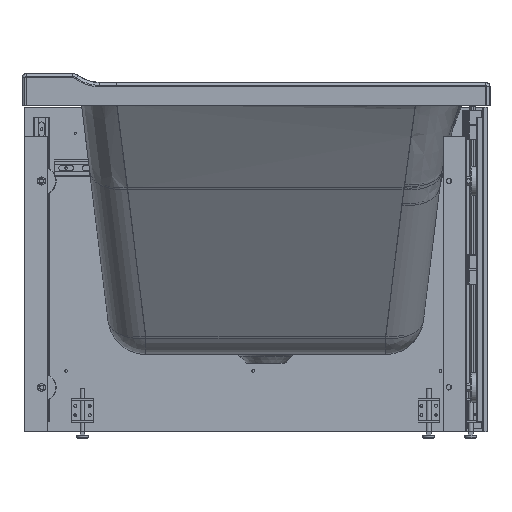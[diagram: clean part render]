
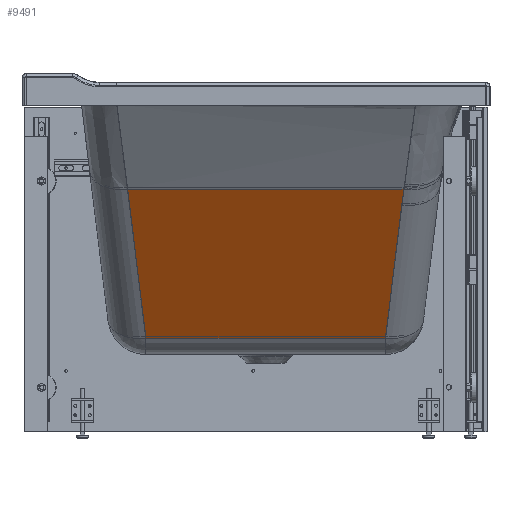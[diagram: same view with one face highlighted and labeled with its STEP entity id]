
A CAD part, front view. The second image highlights one B-rep face of the part: STEP entity #9491.
In plain terms, the highlighted face is planar.
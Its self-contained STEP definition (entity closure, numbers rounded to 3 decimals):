
#8133=CARTESIAN_POINT('',(-545.253,-221.637,42.718));
#8134=VERTEX_POINT('',#8133);
#8368=CARTESIAN_POINT('',(-704.418,-249.547,270.03));
#8369=VERTEX_POINT('',#8368);
#8377=CARTESIAN_POINT('',(-545.253,-221.637,42.718));
#8378=DIRECTION('',(-0.571,-0.1,0.815));
#8379=VECTOR('',#8378,278.897);
#8380=LINE('',#8377,#8379);
#8381=EDGE_CURVE('',#8134,#8369,#8380,.T.);
#8732=CARTESIAN_POINT('',(-545.253,188.436,42.718));
#8733=VERTEX_POINT('',#8732);
#8734=CARTESIAN_POINT('',(-545.253,-221.637,42.718));
#8735=DIRECTION('',(0.0,1.0,0.0));
#8736=VECTOR('',#8735,410.072);
#8737=LINE('',#8734,#8736);
#8738=EDGE_CURVE('',#8134,#8733,#8737,.T.);
#9439=CARTESIAN_POINT('',(-723.396,-253.189,297.132));
#9440=VERTEX_POINT('',#9439);
#9453=CARTESIAN_POINT('',(-723.396,-253.189,297.132));
#9454=CARTESIAN_POINT('',(-720.243,-252.527,292.629));
#9455=CARTESIAN_POINT('',(-717.084,-251.895,288.118));
#9456=CARTESIAN_POINT('',(-713.921,-251.289,283.601));
#9457=CARTESIAN_POINT('',(-710.758,-250.683,279.083));
#9458=CARTESIAN_POINT('',(-707.59,-250.103,274.559));
#9459=CARTESIAN_POINT('',(-704.418,-249.547,270.03));
#9460=B_SPLINE_CURVE_WITH_KNOTS('',3,(#9453,#9454,#9455,#9456,#9457,#9458,#9459),.UNSPECIFIED.,.F.,.U.,(4,3,4),(439.738,459.422,479.105),.UNSPECIFIED.);
#9461=EDGE_CURVE('',#9440,#8369,#9460,.T.);
#9467=CARTESIAN_POINT('',(-527.338,0.0,17.132));
#9468=DIRECTION('',(-0.819,0.0,-0.574));
#9469=DIRECTION('',(-0.574,0.0,0.819));
#9470=AXIS2_PLACEMENT_3D('',#9467,#9468,#9469);
#9471=PLANE('',#9470);
#9472=ORIENTED_EDGE('',*,*,#8381,.T.);
#9473=ORIENTED_EDGE('',*,*,#9461,.F.);
#9474=CARTESIAN_POINT('',(-723.396,219.674,297.132));
#9475=VERTEX_POINT('',#9474);
#9476=CARTESIAN_POINT('',(-723.396,-253.189,297.132));
#9477=DIRECTION('',(0.0,1.0,0.0));
#9478=VECTOR('',#9477,472.863);
#9479=LINE('',#9476,#9478);
#9480=EDGE_CURVE('',#9440,#9475,#9479,.T.);
#9481=ORIENTED_EDGE('',*,*,#9480,.T.);
#9482=CARTESIAN_POINT('',(-723.396,219.674,297.132));
#9483=DIRECTION('',(0.571,-0.1,-0.815));
#9484=VECTOR('',#9483,312.15);
#9485=LINE('',#9482,#9484);
#9486=EDGE_CURVE('',#9475,#8733,#9485,.T.);
#9487=ORIENTED_EDGE('',*,*,#9486,.T.);
#9488=ORIENTED_EDGE('',*,*,#8738,.F.);
#9489=EDGE_LOOP('',(#9472,#9473,#9481,#9487,#9488));
#9490=FACE_OUTER_BOUND('',#9489,.T.);
#9491=ADVANCED_FACE('',(#9490),#9471,.T.);
